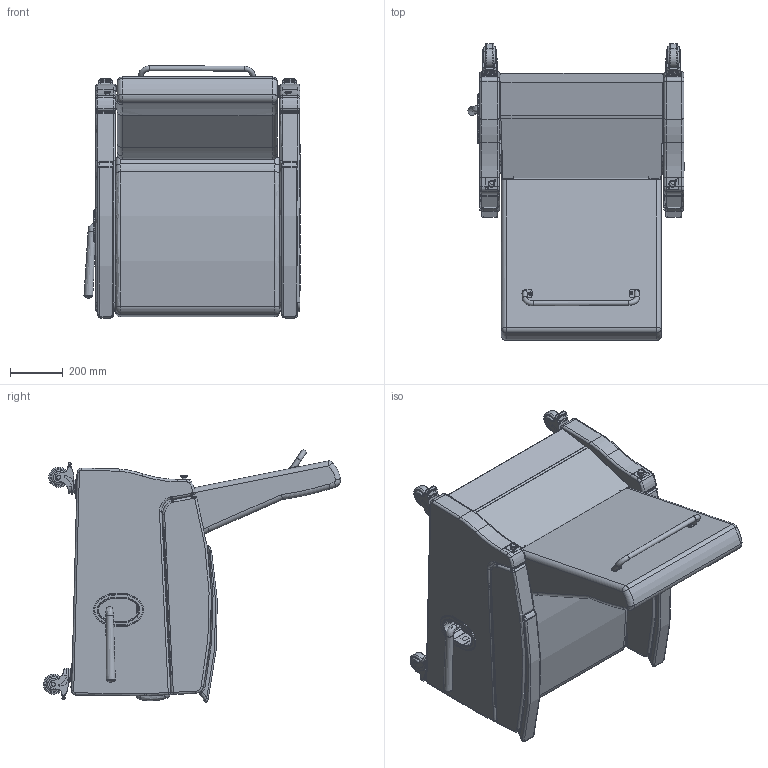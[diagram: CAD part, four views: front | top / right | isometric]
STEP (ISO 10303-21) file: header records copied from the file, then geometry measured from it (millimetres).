
FILE_DESCRIPTION(/* description */ (''),/* implementation_level */ '2;1');
FILE_NAME(/* name */ 'R1062J.stp',/* time_stamp */ '2017-09-15T12:46:20-04:00',/* author */ ('emehringer'),/* organization */ (''),/* preprocessor_version */ 'ST-DEVELOPER v16.5',/* originating_system */ 'Autodesk Inventor 2017',/* authorisation */ '');
FILE_SCHEMA (('AUTOMOTIVE_DESIGN { 1 0 10303 214 3 1 1 }'));
Products named in the file (35): R1062U-W-J (SYMBOL); 7000 UKP; 4000 USEAT; EV7070 UBACK FLAP; BEZEL-1; HDL 3062 BLK; 4000 UKO; 7000-2 CON PLT; E1067-1 LARM L; H1010 UBACK; E1067-1 LARM R; HINGE 22 NEW (closed); HINGE 22 NEW; HINGE 22 NEW PIN; CAST COL 4inSLB; _NG-03AMP-125-TL-TP01_fork; _TP01_Next Generation Series_0; _NG-03QDP-125-SW-TP01_rivet; _NG-03AMP-125-TL-TP01_wheel_core; _NG-03AMP-125-TL-TP01_wheel_tread; _NG-03AMP-125-TL-TP01_wheel_guard; _NG-03AMP-125-TL-TP01_wheel_tguard; _NG-03AMP-125-TL-TP01_cap; PLT 1060 LO M; Knob and spring; 6X1 FP DT Z; FD400-2 L; MAC R1010; MAC R1010_1; MAC R1010 (metal); PB3; PUSH BAR 17.625; PUSH BAR 17.625_1; PUSH BAR 17.625 right side; 1420X1.5 PSHPB
Assembly tree (48 placements, depth 4):
  R1062U-W-J (SYMBOL)
    7000 UKP
    4000 USEAT
    EV7070 UBACK FLAP
    BEZEL-1
    HDL 3062 BLK
    4000 UKO
    7000-2 CON PLT
    E1067-1 LARM L
    H1010 UBACK
    E1067-1 LARM R
    HINGE 22 NEW (closed)  x2
      HINGE 22 NEW
      HINGE 22 NEW PIN
    CAST COL 4inSLB  x4
      _NG-03AMP-125-TL-TP01_fork
      _TP01_Next Generation Series_0
      _NG-03QDP-125-SW-TP01_rivet
      _NG-03AMP-125-TL-TP01_wheel_core
      _NG-03AMP-125-TL-TP01_wheel_tread
      _NG-03AMP-125-TL-TP01_wheel_guard
      _NG-03AMP-125-TL-TP01_wheel_tguard
      _NG-03AMP-125-TL-TP01_cap
    PLT 1060 LO M  x2
    Knob and spring  x2
    6X1 FP DT Z  x4
    FD400-2 L  x2
    MAC R1010  x2
      MAC R1010_1
      MAC R1010 (metal)
    PB3
      PUSH BAR 17.625
        PUSH BAR 17.625_1
        PUSH BAR 17.625 right side
      1420X1.5 PSHPB  x2
Bounding box: 822.67 x 1131.77 x 959.77 mm (x, y, z)
Volume: 174420337.1 mm3; surface area: 6770362.8 mm2
Topology: 69 solids, 299 shells, 2586 faces, 7155 edges, 4874 vertices
Faces by surface type: plane 1069, cylinder 993, torus 243, cone 136, bspline 114, sphere 31
Full cylindrical faces by diameter (mm): 2.794 x2, 3.505 x4, 3.969 x8, 6.198 x4, 6.35 x3, 7.938 x2, 11.112 x8, 11.989 x4, 12.497 x2, 12.7 x2, 14.877 x4, 15.062 x4, 15.24 x8, 19.05 x3, 19.075 x6, 23.812 x2, 25.4 x4, 30.162 x2, 38.049 x4, 44.298 x4, 52.273 x4, 55.372 x8, 57.15 x8, 76.2 x4
Entity records: 51683 total; most frequent: CARTESIAN_POINT 21202, DIRECTION 6196, ORIENTED_EDGE 5672, EDGE_CURVE 3102, AXIS2_PLACEMENT_3D 2382, VERTEX_POINT 2159, LINE 1432, VECTOR 1432
